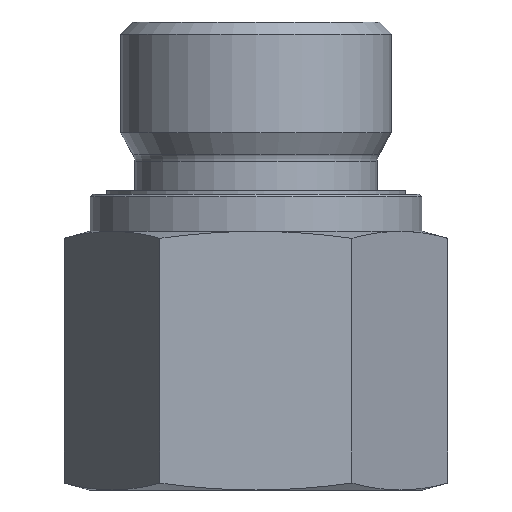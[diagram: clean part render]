
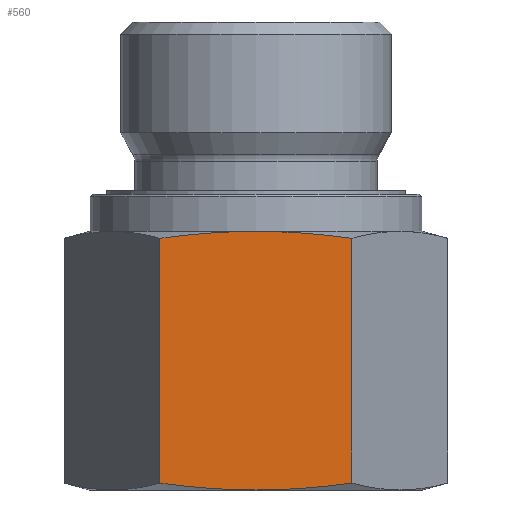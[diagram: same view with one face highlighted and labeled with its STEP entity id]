
A CAD part, left-side view. The second image highlights one B-rep face of the part: STEP entity #560.
In plain terms, the highlighted planar face has unit normal (-1, 0.001, 0).
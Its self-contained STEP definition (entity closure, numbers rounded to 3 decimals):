
#140=CARTESIAN_POINT('',(-13.505,-7.785,0.56));
#141=VERTEX_POINT('',#140);
#157=CARTESIAN_POINT('',(-13.5,0.,0.0));
#158=VERTEX_POINT('',#157);
#159=CARTESIAN_POINT('',(-13.5,0.,0.0));
#160=CARTESIAN_POINT('',(-13.503,-3.613,0.001));
#161=CARTESIAN_POINT('',(-13.505,-7.785,0.56));
#169=(BOUNDED_CURVE()B_SPLINE_CURVE(2,(#159,#160,#161),.UNSPECIFIED.,.F.,.U.)B_SPLINE_CURVE_WITH_KNOTS((3,3),(1.018,1.826),.UNSPECIFIED.)CURVE()GEOMETRIC_REPRESENTATION_ITEM()RATIONAL_B_SPLINE_CURVE((1.,1.048,1.02))REPRESENTATION_ITEM(''));
#170=EDGE_CURVE('',#158,#141,#169,.T.);
#189=CARTESIAN_POINT('',(-13.495,7.804,0.56));
#190=VERTEX_POINT('',#189);
#204=CARTESIAN_POINT('',(-13.5,0.009,0.));
#205=VERTEX_POINT('',#204);
#213=CARTESIAN_POINT('',(-13.495,7.804,0.56));
#214=CARTESIAN_POINT('',(-13.497,3.627,0.));
#215=CARTESIAN_POINT('',(-13.5,0.009,0.));
#223=(BOUNDED_CURVE()B_SPLINE_CURVE(2,(#213,#214,#215),.UNSPECIFIED.,.F.,.U.)B_SPLINE_CURVE_WITH_KNOTS((3,3),(0.209,1.017),.UNSPECIFIED.)CURVE()GEOMETRIC_REPRESENTATION_ITEM()RATIONAL_B_SPLINE_CURVE((1.02,1.048,1.0))REPRESENTATION_ITEM(''));
#224=EDGE_CURVE('',#190,#205,#223,.T.);
#468=CARTESIAN_POINT('',(-13.495,7.804,20.44));
#469=VERTEX_POINT('',#468);
#470=CARTESIAN_POINT('',(-13.495,7.804,0.56));
#471=DIRECTION('',(0.0,0.0,1.0));
#472=VECTOR('',#471,19.881);
#473=LINE('',#470,#472);
#474=EDGE_CURVE('',#190,#469,#473,.T.);
#508=CARTESIAN_POINT('',(-13.505,-7.785,0.0));
#509=DIRECTION('',(-1.,0.001,0.0));
#510=DIRECTION('',(0.0,0.0,1.0));
#511=AXIS2_PLACEMENT_3D('',#508,#509,#510);
#512=PLANE('',#511);
#513=ORIENTED_EDGE('',*,*,#224,.T.);
#514=CARTESIAN_POINT('',(-13.5,0.,0.0));
#515=DIRECTION('',(0.001,1.,0.0));
#516=VECTOR('',#515,0.009);
#517=LINE('',#514,#516);
#518=EDGE_CURVE('',#158,#205,#517,.T.);
#519=ORIENTED_EDGE('',*,*,#518,.F.);
#520=ORIENTED_EDGE('',*,*,#170,.T.);
#521=CARTESIAN_POINT('',(-13.505,-7.785,20.44));
#522=VERTEX_POINT('',#521);
#523=CARTESIAN_POINT('',(-13.505,-7.785,0.56));
#524=DIRECTION('',(0.0,0.0,1.0));
#525=VECTOR('',#524,19.881);
#526=LINE('',#523,#525);
#527=EDGE_CURVE('',#141,#522,#526,.T.);
#528=ORIENTED_EDGE('',*,*,#527,.T.);
#529=CARTESIAN_POINT('',(-13.5,0.009,21.0));
#530=VERTEX_POINT('',#529);
#531=CARTESIAN_POINT('',(-13.505,-7.785,20.44));
#532=CARTESIAN_POINT('',(-13.503,-3.608,21.));
#533=CARTESIAN_POINT('',(-13.5,0.009,21.0));
#541=(BOUNDED_CURVE()B_SPLINE_CURVE(2,(#531,#532,#533),.UNSPECIFIED.,.F.,.U.)B_SPLINE_CURVE_WITH_KNOTS((3,3),(0.209,1.017),.UNSPECIFIED.)CURVE()GEOMETRIC_REPRESENTATION_ITEM()RATIONAL_B_SPLINE_CURVE((1.02,1.048,1.0))REPRESENTATION_ITEM(''));
#542=EDGE_CURVE('',#522,#530,#541,.T.);
#543=ORIENTED_EDGE('',*,*,#542,.T.);
#544=CARTESIAN_POINT('',(-13.5,0.009,21.0));
#545=CARTESIAN_POINT('',(-13.497,3.627,21.));
#546=CARTESIAN_POINT('',(-13.495,7.804,20.44));
#554=(BOUNDED_CURVE()B_SPLINE_CURVE(2,(#544,#545,#546),.UNSPECIFIED.,.F.,.U.)B_SPLINE_CURVE_WITH_KNOTS((3,3),(1.017,1.826),.UNSPECIFIED.)CURVE()GEOMETRIC_REPRESENTATION_ITEM()RATIONAL_B_SPLINE_CURVE((1.0,1.048,1.02))REPRESENTATION_ITEM(''));
#555=EDGE_CURVE('',#530,#469,#554,.T.);
#556=ORIENTED_EDGE('',*,*,#555,.T.);
#557=ORIENTED_EDGE('',*,*,#474,.F.);
#558=EDGE_LOOP('',(#513,#519,#520,#528,#543,#556,#557));
#559=FACE_OUTER_BOUND('',#558,.T.);
#560=ADVANCED_FACE('',(#559),#512,.T.);
